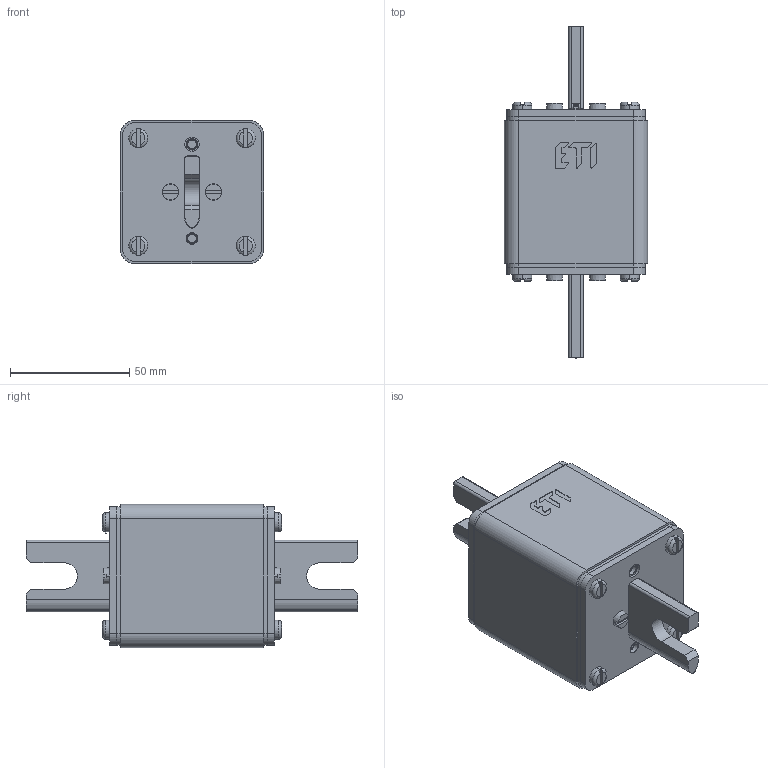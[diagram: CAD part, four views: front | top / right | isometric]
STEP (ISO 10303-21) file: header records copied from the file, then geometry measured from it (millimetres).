
FILE_DESCRIPTION((''),'2;1');
FILE_NAME('NH2U_1000V_ASM','2021-08-31T',('said.beganovic'),('Audax d.o.o.'),'CREO PARAMETRIC BY PTC INC, 2017020','CREO PARAMETRIC BY PTC INC, 2017020','');
FILE_SCHEMA(('AUTOMOTIVE_DESIGN { 1 0 10303 214 1 1 1 1 }'));
Length unit declared in the file: millimetre
Products named in the file (12): 0000031923; 0000030743; 0000017639_AF5; 0000043840_AF1; 0000043842_ASM; 0000064246; 0000011586_AF4; 0000011580; 0000011599; 0000015360; 0000037876; NH2U_1000V_ASM
Assembly tree (26 placements, depth 3):
  NH2U_1000V_ASM
    0000031923
    0000030743  x2
    0000043842_ASM  x2
      0000017639_AF5
      0000043840_AF1
    0000064246  x2
    0000011586_AF4
    0000011580
    0000011599  x3
    0000015360  x8
    0000037876  x4
Bounding box: 60 x 139 x 60 mm (x, y, z)
Volume: 261690.8 mm3; surface area: 65988.6 mm2
Topology: 26 solids, 42 shells, 722 faces, 1728 edges, 1084 vertices
Faces by surface type: cylinder 297, plane 278, cone 72, torus 72, bspline 3
Entity records: 19517 total; most frequent: CARTESIAN_POINT 2281, DIRECTION 2054, ORIENTED_EDGE 1708, PRESENTATION_STYLE_ASSIGNMENT 1251, STYLED_ITEM 1200, CURVE_STYLE 876, EDGE_CURVE 876, AXIS2_PLACEMENT_3D 795
